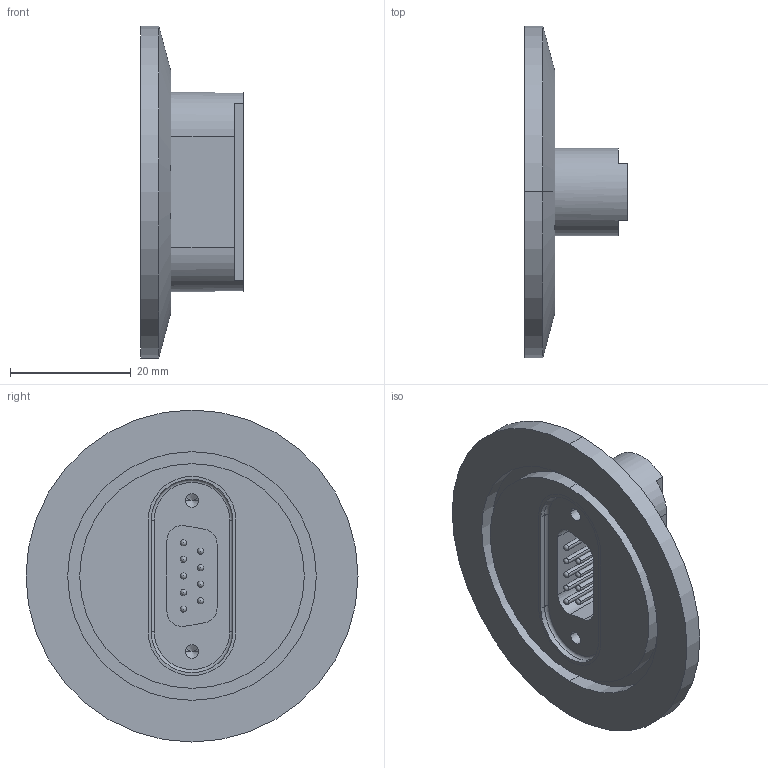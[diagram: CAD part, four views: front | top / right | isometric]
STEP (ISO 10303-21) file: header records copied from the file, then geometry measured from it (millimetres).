
FILE_DESCRIPTION (( 'STEP AP214' ), '1' );
FILE_NAME ('210-D09-K40.step', '2025-02-17T20:20:32', ( '' ), ( '' ), 'SwSTEP 2.0', 'SolidWorks 2022', '' );
FILE_SCHEMA (( 'AUTOMOTIVE_DESIGN' ));
Length unit declared in the file: millimetre
Products named in the file (5): 9210-PIN-FENI_Pin vergoldet; 218-D9-37-SS_218-D09-SS; 9210-D09-K40_DN40 KF; 9218-D9-37-SS-V22_9pin 1mm beschr. allectra; 210-D09-K40
Assembly tree (12 placements, depth 3):
  210-D09-K40
    9210-D09-K40_DN40 KF
    218-D9-37-SS_218-D09-SS
      9218-D9-37-SS-V22_9pin 1mm beschr. allectra
      9210-PIN-FENI_Pin vergoldet  x9
Bounding box: 17 x 55 x 55 mm (x, y, z)
Volume: 12897.2 mm3; surface area: 9102 mm2
Topology: 11 solids, 11 shells, 318 faces, 858 edges, 562 vertices
Faces by surface type: plane 150, cylinder 111, bspline 27, sphere 18, cone 10, torus 2
Entity records: 10732 total; most frequent: CARTESIAN_POINT 3315, ORIENTED_EDGE 1496, DIRECTION 1442, EDGE_CURVE 748, LINE 496, VECTOR 496, VERTEX_POINT 494, AXIS2_PLACEMENT_3D 473
